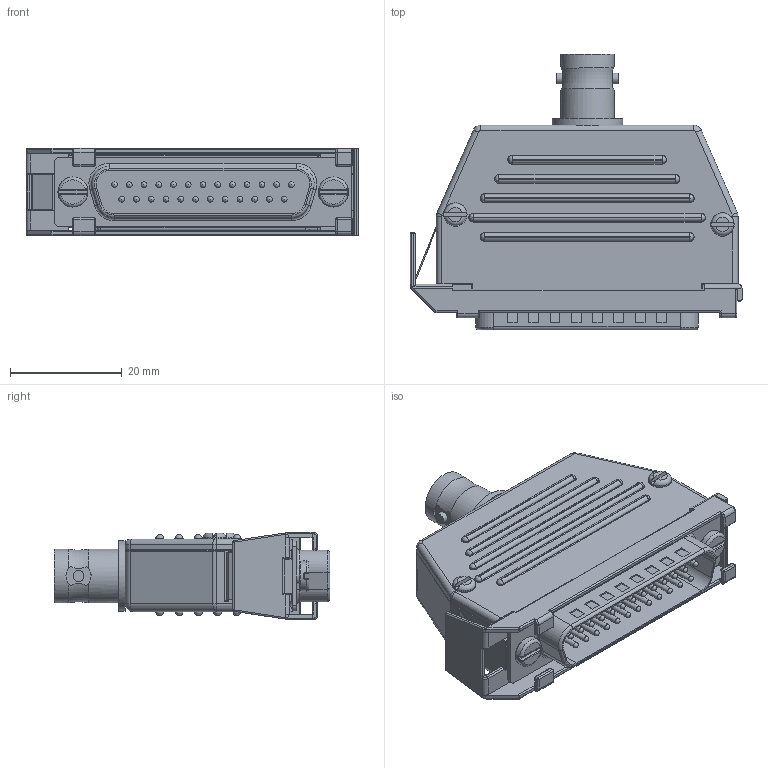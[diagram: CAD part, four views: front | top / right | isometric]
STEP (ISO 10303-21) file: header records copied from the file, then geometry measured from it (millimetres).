
FILE_DESCRIPTION(/* description */ (''),/* implementation_level */ '2;1');
FILE_NAME(/* name */ 'CMX2101.stp',/* time_stamp */ '2017-05-08T11:58:40-04:00',/* author */ ('aneininger'),/* organization */ (''),/* preprocessor_version */ 'ST-DEVELOPER v16.5',/* originating_system */ 'Autodesk Inventor 2017',/* authorisation */ '');
FILE_SCHEMA (('AUTOMOTIVE_DESIGN { 1 0 10303 214 3 1 1 }'));
Length unit declared in the file: inch
Products named in the file (1): CMX2101
Bounding box: 59.44 x 49.37 x 15.62 mm (x, y, z)
Volume: 21791.4 mm3; surface area: 11127.3 mm2
Topology: 1 solids, 10 shells, 942 faces, 2277 edges, 1317 vertices
Faces by surface type: cylinder 377, plane 308, torus 105, sphere 81, bspline 66, cone 5
Full cylindrical faces by diameter (mm): 1.016 x25, 1.422 x1, 1.918 x2, 1.956 x2, 2.032 x2, 2.057 x4, 2.095 x1, 2.159 x2, 2.286 x1, 2.349 x1, 2.54 x3, 2.616 x2, 2.845 x2, 3.01 x1, 4.064 x2, 4.572 x1, 5.372 x2, 8.255 x1, 9.652 x2, 12.7 x1
Entity records: 28044 total; most frequent: CARTESIAN_POINT 6241, DIRECTION 4585, ORIENTED_EDGE 4050, EDGE_CURVE 2023, AXIS2_PLACEMENT_3D 1798, VERTEX_POINT 1251, EDGE_LOOP 1115, LINE 989
